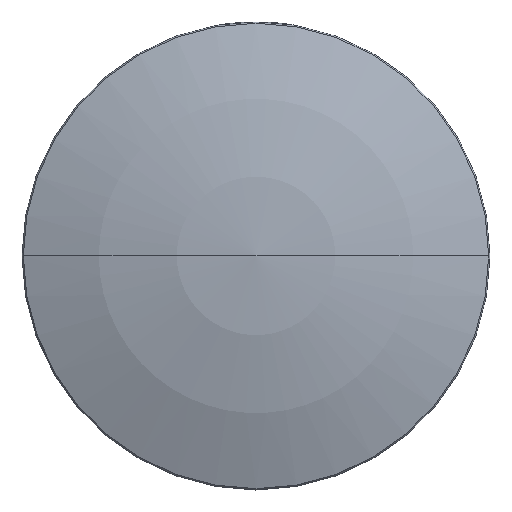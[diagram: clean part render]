
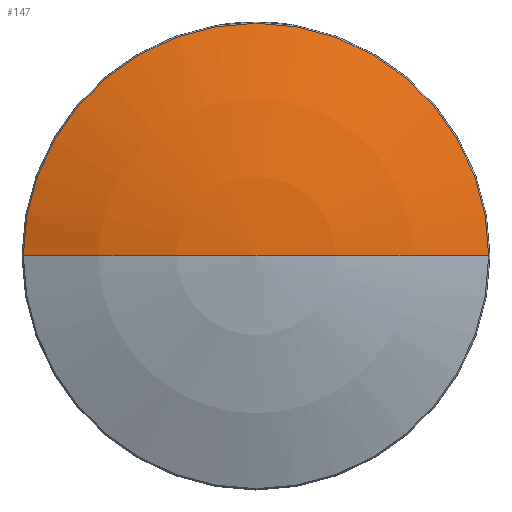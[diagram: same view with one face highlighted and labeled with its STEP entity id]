
A CAD part, top view. The second image highlights one B-rep face of the part: STEP entity #147.
In plain terms, the highlighted toroidal (fillet/blend) face has major radius 0.011 mm and minor radius 69.01 mm.
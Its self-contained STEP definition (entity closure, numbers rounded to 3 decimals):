
#147 = ADVANCED_FACE ( 'NONE', ( #494 ), #1535, .T. ) ;
#254 = ORIENTED_EDGE ( 'NONE', *, *, #763, .T. ) ;
#260 = CARTESIAN_POINT ( 'NONE',  ( -56.742, 36.086, 65.891 ) ) ;
#300 = CIRCLE ( 'NONE', #1983, 69.01 ) ;
#309 = DIRECTION ( 'NONE',  ( 0., 0., 1. ) ) ;
#317 = CARTESIAN_POINT ( 'NONE',  ( -31.482, 36.086, 65.891 ) ) ;
#354 = AXIS2_PLACEMENT_3D ( 'NONE', #2258, #1534, #806 ) ;
#466 = CARTESIAN_POINT ( 'NONE',  ( -31.482, 36.086, 1.666 ) ) ;
#494 = FACE_OUTER_BOUND ( 'NONE', #1527, .T. ) ;
#495 = ORIENTED_EDGE ( 'NONE', *, *, #1685, .T. ) ;
#502 = DIRECTION ( 'NONE',  ( 0., 0., 1. ) ) ;
#554 = CARTESIAN_POINT ( 'NONE',  ( -6.221, 36.086, 65.891 ) ) ;
#565 = ORIENTED_EDGE ( 'NONE', *, *, #1124, .F. ) ;
#582 = CARTESIAN_POINT ( 'NONE',  ( -31.482, 36.086, 70.676 ) ) ;
#733 = AXIS2_PLACEMENT_3D ( 'NONE', #317, #309, #2285 ) ;
#763 = EDGE_CURVE ( 'NONE', #937, #1048, #1547, .T. ) ;
#806 = DIRECTION ( 'NONE',  ( -1., 0., 0. ) ) ;
#937 = VERTEX_POINT ( 'NONE', #554 ) ;
#1048 = VERTEX_POINT ( 'NONE', #260 ) ;
#1114 = DIRECTION ( 'NONE',  ( 0., -1., 0. ) ) ;
#1124 = EDGE_CURVE ( 'NONE', #937, #1558, #300, .T. ) ;
#1280 = DIRECTION ( 'NONE',  ( 0., 0., -1. ) ) ;
#1316 = CIRCLE ( 'NONE', #354, 69.01 ) ;
#1527 = EDGE_LOOP ( 'NONE', ( #254, #495, #565 ) ) ;
#1534 = DIRECTION ( 'NONE',  ( 0., 1., 0. ) ) ;
#1535 = TOROIDAL_SURFACE ( 'NONE', #1912, 0.011, 69.01 ) ;
#1547 = CIRCLE ( 'NONE', #733, 25.261 ) ;
#1558 = VERTEX_POINT ( 'NONE', #582 ) ;
#1560 = DIRECTION ( 'NONE',  ( 1., 0., 0. ) ) ;
#1672 = CARTESIAN_POINT ( 'NONE',  ( -31.47, 36.086, 1.666 ) ) ;
#1685 = EDGE_CURVE ( 'NONE', #1048, #1558, #1316, .T. ) ;
#1912 = AXIS2_PLACEMENT_3D ( 'NONE', #466, #502, #1560 ) ;
#1983 = AXIS2_PLACEMENT_3D ( 'NONE', #1672, #1114, #1280 ) ;
#2258 = CARTESIAN_POINT ( 'NONE',  ( -31.493, 36.086, 1.666 ) ) ;
#2285 = DIRECTION ( 'NONE',  ( -1., 0., 0. ) ) ;
